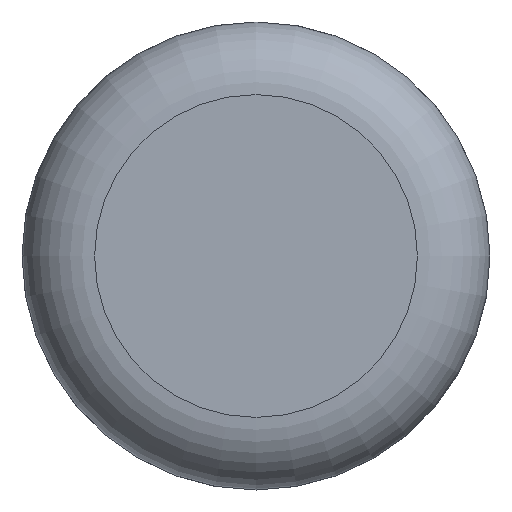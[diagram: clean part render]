
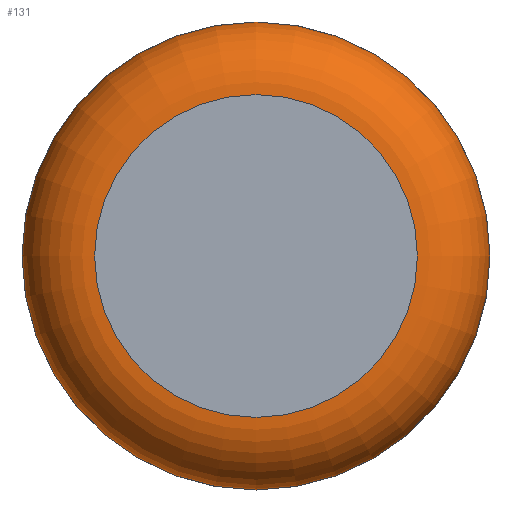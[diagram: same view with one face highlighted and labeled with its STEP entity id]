
A CAD part, front view. The second image highlights one B-rep face of the part: STEP entity #131.
In plain terms, the highlighted toroidal (fillet/blend) face has major radius 2.888 mm and minor radius 1.3 mm.
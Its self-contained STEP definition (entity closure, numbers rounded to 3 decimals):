
#104=TOROIDAL_SURFACE('',#301,2.888,1.3);
#131=ADVANCED_FACE('',(#157,#158),#104,.T.);
#157=FACE_BOUND('',#185,.T.);
#158=FACE_BOUND('',#186,.T.);
#185=EDGE_LOOP('',(#217));
#186=EDGE_LOOP('',(#218));
#217=ORIENTED_EDGE('',*,*,#258,.F.);
#218=ORIENTED_EDGE('',*,*,#257,.F.);
#241=VERTEX_POINT('',#415);
#242=VERTEX_POINT('',#418);
#257=EDGE_CURVE('',#241,#241,#273,.T.);
#258=EDGE_CURVE('',#242,#242,#274,.T.);
#273=CIRCLE('',#297,4.188);
#274=CIRCLE('',#299,2.888);
#297=AXIS2_PLACEMENT_3D('',#414,#348,#349);
#299=AXIS2_PLACEMENT_3D('',#417,#352,#353);
#301=AXIS2_PLACEMENT_3D('',#420,#356,#357);
#348=DIRECTION('',(0.,0.,-1.));
#349=DIRECTION('',(0.,1.,0.));
#352=DIRECTION('',(0.,0.,1.));
#353=DIRECTION('',(0.,1.,0.));
#356=DIRECTION('',(0.,0.,-1.));
#357=DIRECTION('',(0.,1.,0.));
#414=CARTESIAN_POINT('',(0.936,-0.027,26.251));
#415=CARTESIAN_POINT('',(0.936,4.16,26.251));
#417=CARTESIAN_POINT('',(0.936,-0.027,27.551));
#418=CARTESIAN_POINT('',(0.936,2.86,27.551));
#420=CARTESIAN_POINT('',(0.936,-0.027,26.251));
